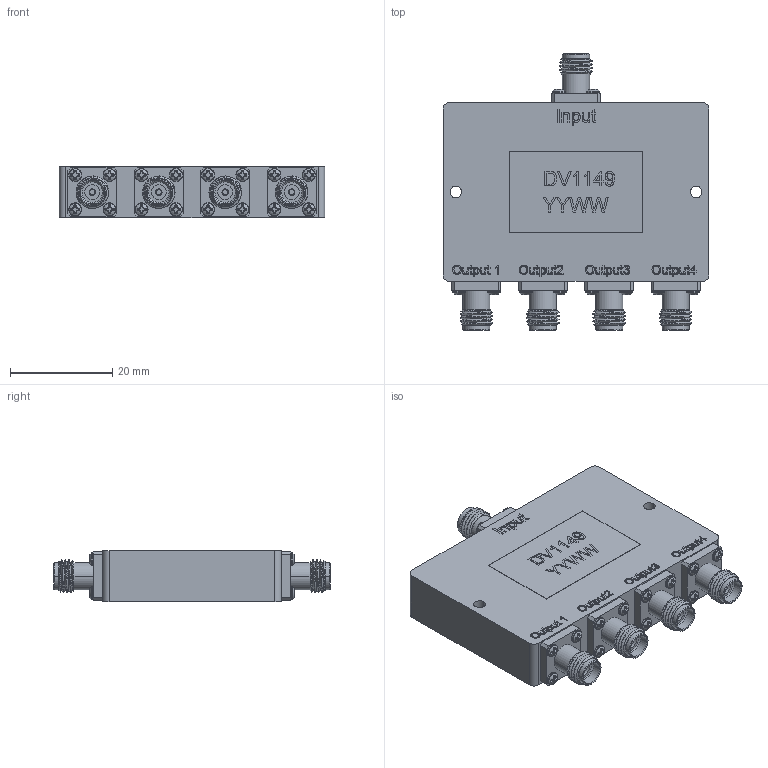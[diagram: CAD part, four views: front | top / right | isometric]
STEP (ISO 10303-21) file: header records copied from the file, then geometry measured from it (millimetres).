
FILE_DESCRIPTION (( 'STEP AP214' ), '1' );
FILE_NAME ('FMDV1149_3D.step', '2023-03-08T23:06:42', ( '' ), ( '' ), 'SwSTEP 2.0', 'SolidWorks 2022', '' );
FILE_SCHEMA (( 'AUTOMOTIVE_DESIGN' ));
Products named in the file (1): FMDV1149_3D
Bounding box: 52 x 54.15 x 10.08 mm (x, y, z)
Volume: 19538.6 mm3; surface area: 7935.8 mm2
Topology: 1 solids, 29 shells, 2261 faces, 6090 edges, 4035 vertices
Faces by surface type: plane 899, cylinder 792, bspline 290, cone 180, torus 80, sphere 20
Entity records: 113525 total; most frequent: CARTESIAN_POINT 61150, ORIENTED_EDGE 12140, DIRECTION 9443, EDGE_CURVE 6070, VERTEX_POINT 4035, AXIS2_PLACEMENT_3D 3346, LINE 2751, VECTOR 2751
